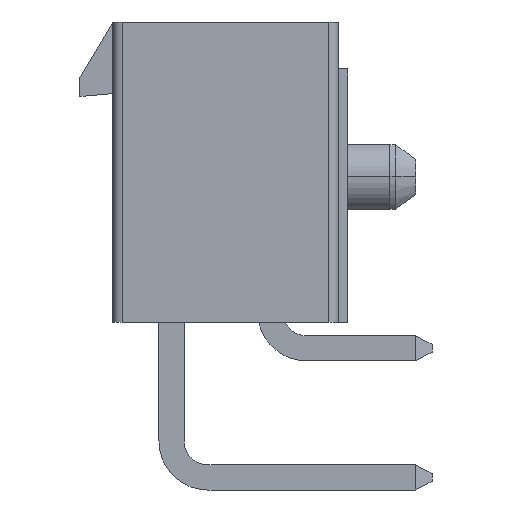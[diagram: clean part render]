
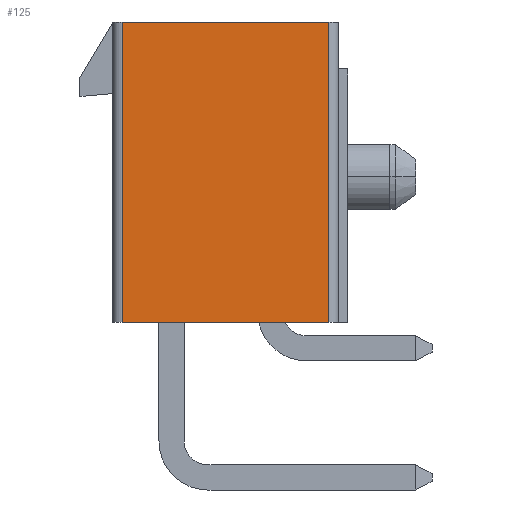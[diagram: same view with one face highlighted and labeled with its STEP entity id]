
A CAD part, left-side view. The second image highlights one B-rep face of the part: STEP entity #125.
In plain terms, the highlighted planar face has unit normal (-1, 0, 0).
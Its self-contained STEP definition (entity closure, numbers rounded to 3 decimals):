
#125=ADVANCED_FACE('',(#948),#949,.T.);
#948=FACE_OUTER_BOUND('',#2528,.T.);
#949=PLANE('',#2529);
#2528=EDGE_LOOP('',(#4307,#4308,#4309,#4310));
#2529=AXIS2_PLACEMENT_3D('',#4311,#4312,#4313);
#4307=ORIENTED_EDGE('',*,*,#9939,.F.);
#4308=ORIENTED_EDGE('',*,*,#9940,.T.);
#4309=ORIENTED_EDGE('',*,*,#9796,.T.);
#4310=ORIENTED_EDGE('',*,*,#9938,.F.);
#4311=CARTESIAN_POINT('',(-25.8,0.4,0.0));
#4312=DIRECTION('',(-1.0,0.0,0.0));
#4313=DIRECTION('',(0.0,0.0,1.0));
#9796=EDGE_CURVE('',#11733,#11731,#11734,.T.);
#9938=EDGE_CURVE('',#12009,#11731,#12011,.T.);
#9939=EDGE_CURVE('',#12012,#12009,#12013,.T.);
#9940=EDGE_CURVE('',#12012,#11733,#12014,.T.);
#11731=VERTEX_POINT('',#14580);
#11733=VERTEX_POINT('',#14582);
#11734=LINE('',#14583,#14584);
#12009=VERTEX_POINT('',#14995);
#12011=LINE('',#14997,#14998);
#12012=VERTEX_POINT('',#14999);
#12013=LINE('',#15000,#15001);
#12014=LINE('',#15002,#15003);
#14580=CARTESIAN_POINT('',(-25.8,9.6,0.0));
#14582=CARTESIAN_POINT('',(-25.8,0.8,0.0));
#14583=CARTESIAN_POINT('',(-25.8,0.8,0.0));
#14584=VECTOR('',#18956,8.8);
#14995=CARTESIAN_POINT('',(-25.8,9.6,-12.8));
#14997=CARTESIAN_POINT('',(-25.8,9.6,-12.8));
#14998=VECTOR('',#19108,12.8);
#14999=CARTESIAN_POINT('',(-25.8,0.8,-12.8));
#15000=CARTESIAN_POINT('',(-25.8,0.8,-12.8));
#15001=VECTOR('',#19109,8.8);
#15002=CARTESIAN_POINT('',(-25.8,0.8,-12.8));
#15003=VECTOR('',#19110,12.8);
#18956=DIRECTION('',(0.0,1.0,0.0));
#19108=DIRECTION('',(0.0,0.0,1.0));
#19109=DIRECTION('',(0.0,1.0,0.0));
#19110=DIRECTION('',(0.0,0.0,1.0));
